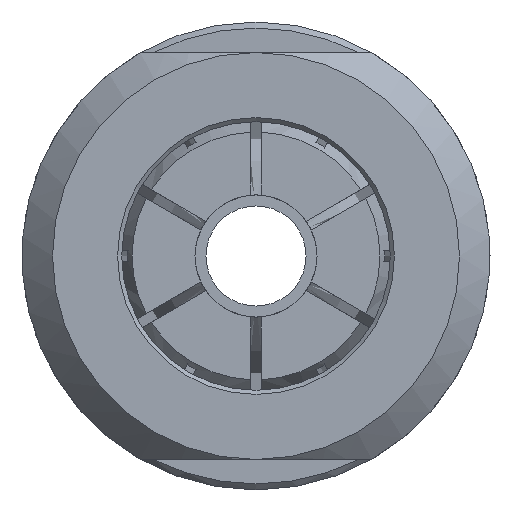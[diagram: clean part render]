
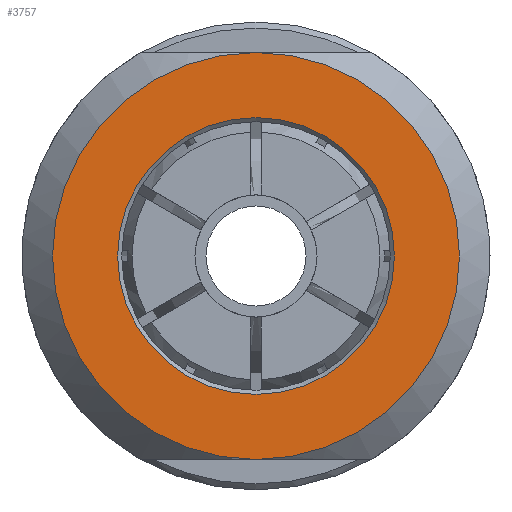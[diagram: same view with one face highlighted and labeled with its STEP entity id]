
A CAD part, left-side view. The second image highlights one B-rep face of the part: STEP entity #3757.
In plain terms, the highlighted face is planar.
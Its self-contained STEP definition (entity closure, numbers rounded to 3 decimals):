
#243=FACE_BOUND('',#755,.T.);
#291=PLANE('',#4262);
#531=FACE_OUTER_BOUND('',#754,.T.);
#754=EDGE_LOOP('',(#2959,#2960));
#755=EDGE_LOOP('',(#2961));
#1325=CIRCLE('',#4259,10.);
#1326=CIRCLE('',#4261,10.);
#1327=CIRCLE('',#4263,6.8);
#1608=VERTEX_POINT('',#6525);
#1611=VERTEX_POINT('',#6539);
#1612=VERTEX_POINT('',#6553);
#2098=EDGE_CURVE('',#1608,#1611,#1325,.T.);
#2099=EDGE_CURVE('',#1611,#1608,#1326,.T.);
#2100=EDGE_CURVE('',#1612,#1612,#1327,.T.);
#2959=ORIENTED_EDGE('',*,*,#2099,.F.);
#2960=ORIENTED_EDGE('',*,*,#2098,.F.);
#2961=ORIENTED_EDGE('',*,*,#2100,.F.);
#3757=ADVANCED_FACE('',(#531,#243),#291,.T.);
#4259=AXIS2_PLACEMENT_3D('',#6549,#5133,#5134);
#4261=AXIS2_PLACEMENT_3D('',#6551,#5137,#5138);
#4262=AXIS2_PLACEMENT_3D('',#6552,#5139,#5140);
#4263=AXIS2_PLACEMENT_3D('',#6554,#5141,#5142);
#5133=DIRECTION('center_axis',(-1.,0.,0.));
#5134=DIRECTION('ref_axis',(0.,-1.,0.));
#5137=DIRECTION('center_axis',(-1.,0.,0.));
#5138=DIRECTION('ref_axis',(0.,-1.,0.));
#5139=DIRECTION('center_axis',(1.,0.,0.));
#5140=DIRECTION('ref_axis',(0.,0.,-1.));
#5141=DIRECTION('center_axis',(1.,0.,0.));
#5142=DIRECTION('ref_axis',(0.,-1.,0.));
#6525=CARTESIAN_POINT('',(17.,0.,-10.));
#6539=CARTESIAN_POINT('',(17.,0.,10.));
#6549=CARTESIAN_POINT('Origin',(17.,0.,0.));
#6551=CARTESIAN_POINT('Origin',(17.,0.,0.));
#6552=CARTESIAN_POINT('Origin',(17.,9.05,0.));
#6553=CARTESIAN_POINT('',(17.,6.8,0.));
#6554=CARTESIAN_POINT('Origin',(17.,0.,0.));
